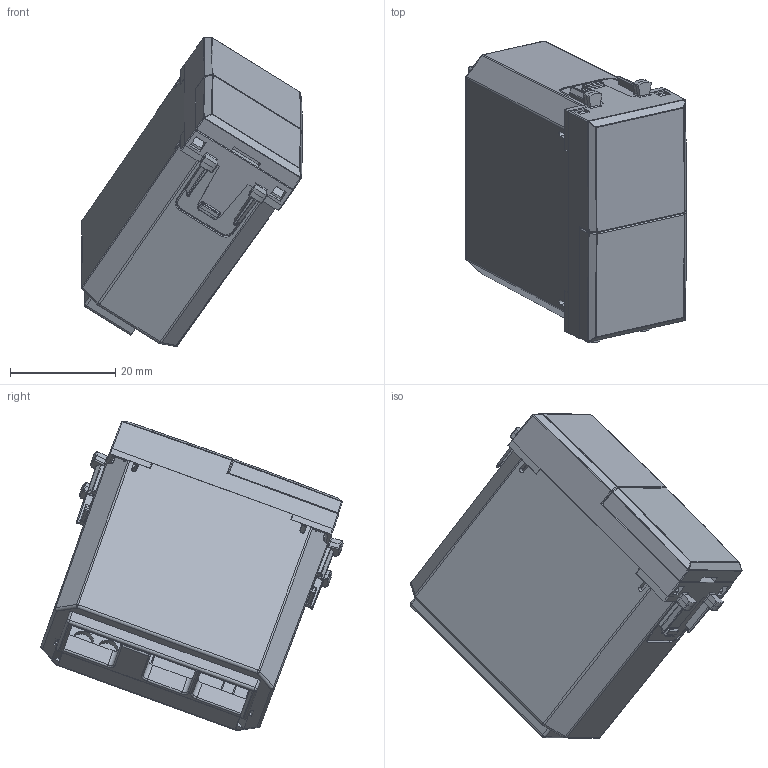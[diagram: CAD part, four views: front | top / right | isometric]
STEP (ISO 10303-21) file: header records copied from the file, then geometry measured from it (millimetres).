
FILE_DESCRIPTION(('CATIA V5 STEP Exchange'),'2;1');
FILE_NAME('442ABRTM-PV.stp','2024-03-01T15:41:33+00:00',('none'),('none'),'CATIA Version 5-6 Release 2016 SP6','CATIA V5 STEP AP203','none');
FILE_SCHEMA(('CONFIG_CONTROL_DESIGN'));
Products named in the file (1): 442ABRTM-PV
Assembly tree (5 placements, depth 2):
  442ABRTM-PV
    #57
    #4320
    #9293
    #21011
    #51229
Bounding box: 41.89 x 57.34 x 58.72 mm (x, y, z)
Volume: 11872.9 mm3; surface area: 18931.8 mm2
Topology: 4 solids, 4 shells, 1300 faces, 3701 edges, 2329 vertices
Faces by surface type: plane 683, cylinder 396, bspline 74, sphere 68, cone 59, torus 20
Entity records: 51252 total; most frequent: CARTESIAN_POINT 21494, ORIENTED_EDGE 7242, DIRECTION 4397, EDGE_CURVE 3621, VERTEX_POINT 2320, VECTOR 2052, LINE 2052, AXIS2_PLACEMENT_3D 1343
